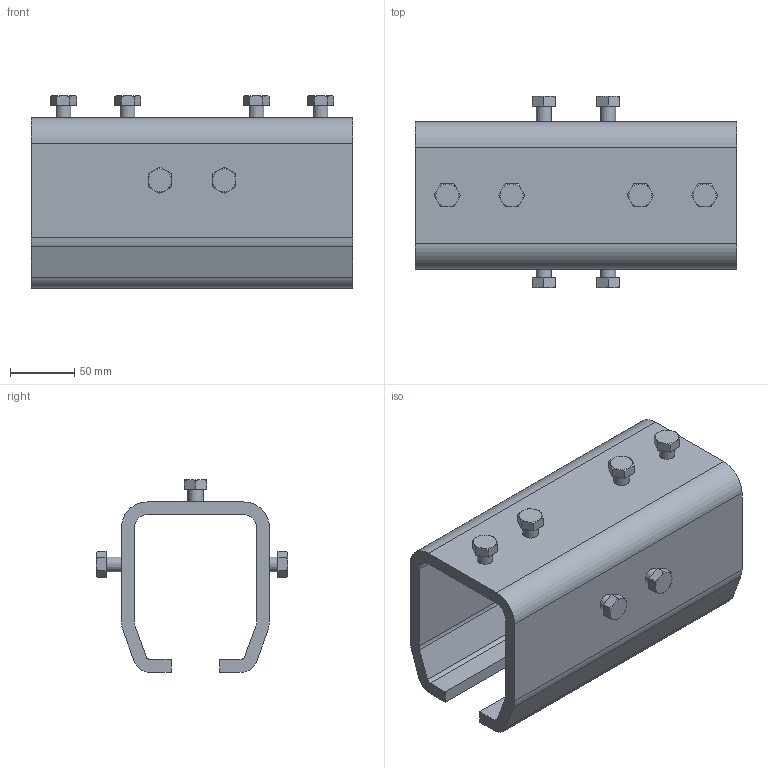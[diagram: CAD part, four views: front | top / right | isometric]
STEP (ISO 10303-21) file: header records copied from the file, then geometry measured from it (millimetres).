
FILE_DESCRIPTION(('STEP AP214'),'1');
FILE_NAME('PMH Skravmuff 1703.stp','2013-06-27T12:51:20',(' '),(' '),'Spatial InterOp 3D',' ',' ');
FILE_SCHEMA(('automotive_design'));
Length unit declared in the file: millimetre
Products named in the file (10): PMH Profilskena skravmuff 1703 ; Part1; Part2; Part3; Part4; Part5; Part6; Part7; Part8; Part9
Assembly tree (9 placements, depth 2):
  PMH Profilskena skravmuff 1703 
    Part1
    Part2
    Part3
    Part4
    Part5
    Part6
    Part7
    Part8
    Part9
Bounding box: 250 x 148.8 x 149.81 mm (x, y, z)
Volume: 977552.8 mm3; surface area: 217804.8 mm2
Topology: 9 solids, 9 shells, 166 faces, 372 edges, 232 vertices
Faces by surface type: plane 90, cone 56, cylinder 20
Full cylindrical faces by diameter (mm): 12 x8
Entity records: 5951 total; most frequent: CARTESIAN_POINT 956, DIRECTION 716, ORIENTED_EDGE 712, EDGE_CURVE 356, AXIS2_PLACEMENT_3D 280, VERTEX_POINT 232, EDGE_LOOP 206, FACE_OUTER_BOUND 174
